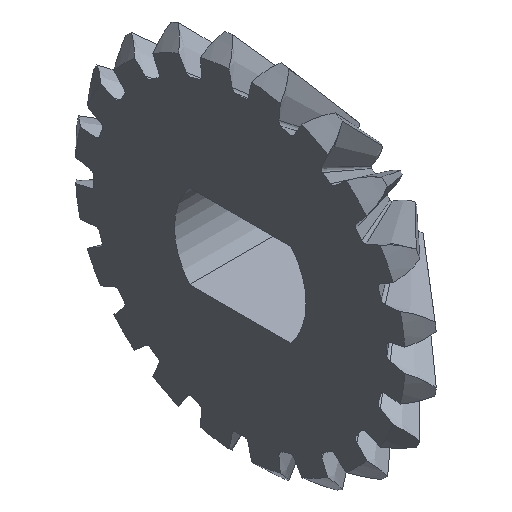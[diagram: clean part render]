
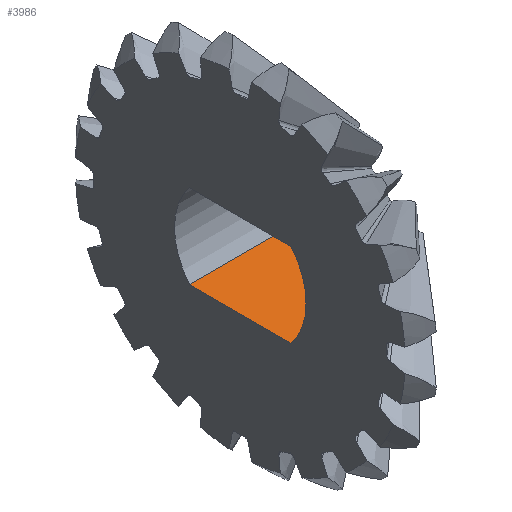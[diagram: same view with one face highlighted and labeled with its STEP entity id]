
A CAD part, isometric view. The second image highlights one B-rep face of the part: STEP entity #3986.
In plain terms, the highlighted planar face has unit normal (0, 0, 1).
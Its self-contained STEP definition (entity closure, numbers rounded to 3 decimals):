
#208 = EDGE_CURVE ( 'NONE', #6637, #1196, #4525, .T. ) ;
#400 = CARTESIAN_POINT ( 'NONE',  ( 0.791, 0., -2.478 ) ) ;
#698 = CARTESIAN_POINT ( 'NONE',  ( 6.251, 2.994, -2.478 ) ) ;
#996 = EDGE_LOOP ( 'NONE', ( #3540, #2320, #3998, #3072 ) ) ;
#1196 = VERTEX_POINT ( 'NONE', #5113 ) ;
#1718 = VERTEX_POINT ( 'NONE', #6401 ) ;
#1811 = EDGE_CURVE ( 'NONE', #5900, #1196, #5593, .T. ) ;
#1843 = CARTESIAN_POINT ( 'NONE',  ( 0., 0., -2.478 ) ) ;
#2172 = CARTESIAN_POINT ( 'NONE',  ( 0., 2.994, -2.478 ) ) ;
#2226 = AXIS2_PLACEMENT_3D ( 'NONE', #1843, #3418, #5892 ) ;
#2242 = VECTOR ( 'NONE', #5600, 1000. ) ;
#2320 = ORIENTED_EDGE ( 'NONE', *, *, #208, .T. ) ;
#2492 = CARTESIAN_POINT ( 'NONE',  ( 0.791, -2.994, -2.478 ) ) ;
#2657 = DIRECTION ( 'NONE',  ( 1., 0., 0. ) ) ;
#2998 = DIRECTION ( 'NONE',  ( 0., -1., 0. ) ) ;
#3072 = ORIENTED_EDGE ( 'NONE', *, *, #5873, .F. ) ;
#3092 = VECTOR ( 'NONE', #2657, 1000. ) ;
#3418 = DIRECTION ( 'NONE',  ( 0., 0., 1. ) ) ;
#3540 = ORIENTED_EDGE ( 'NONE', *, *, #6596, .F. ) ;
#3824 = PLANE ( 'NONE',  #2226 ) ;
#3984 = CARTESIAN_POINT ( 'NONE',  ( 6.251, 0., -2.478 ) ) ;
#3986 = ADVANCED_FACE ( 'NONE', ( #6555 ), #3824, .T. ) ;
#3998 = ORIENTED_EDGE ( 'NONE', *, *, #1811, .F. ) ;
#4368 = LINE ( 'NONE', #2172, #3092 ) ;
#4525 = LINE ( 'NONE', #6598, #6588 ) ;
#4578 = VECTOR ( 'NONE', #2998, 1000. ) ;
#4611 = LINE ( 'NONE', #400, #2242 ) ;
#5113 = CARTESIAN_POINT ( 'NONE',  ( 6.251, -2.994, -2.478 ) ) ;
#5593 = LINE ( 'NONE', #3984, #4578 ) ;
#5600 = DIRECTION ( 'NONE',  ( 0., 1., 0. ) ) ;
#5873 = EDGE_CURVE ( 'NONE', #1718, #5900, #4368, .T. ) ;
#5892 = DIRECTION ( 'NONE',  ( 1., 0., 0. ) ) ;
#5900 = VERTEX_POINT ( 'NONE', #698 ) ;
#6040 = DIRECTION ( 'NONE',  ( 1., 0., 0. ) ) ;
#6401 = CARTESIAN_POINT ( 'NONE',  ( 0.791, 2.994, -2.478 ) ) ;
#6555 = FACE_OUTER_BOUND ( 'NONE', #996, .T. ) ;
#6588 = VECTOR ( 'NONE', #6040, 1000. ) ;
#6596 = EDGE_CURVE ( 'NONE', #6637, #1718, #4611, .T. ) ;
#6598 = CARTESIAN_POINT ( 'NONE',  ( 0., -2.994, -2.478 ) ) ;
#6637 = VERTEX_POINT ( 'NONE', #2492 ) ;
